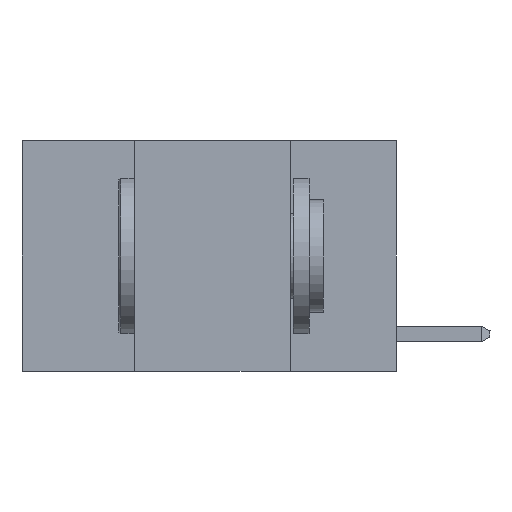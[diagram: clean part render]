
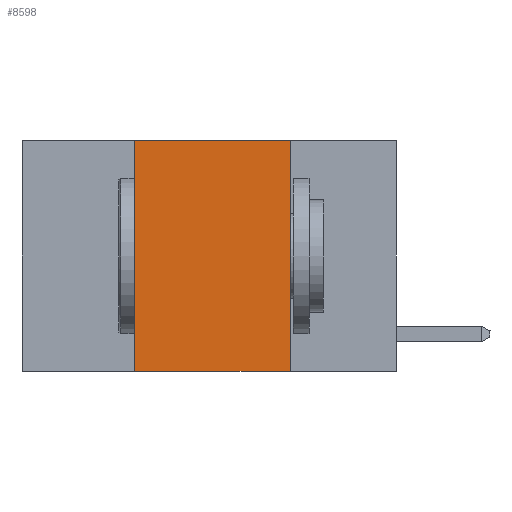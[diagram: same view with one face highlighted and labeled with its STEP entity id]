
A CAD part, left-side view. The second image highlights one B-rep face of the part: STEP entity #8598.
In plain terms, the highlighted planar face has unit normal (-1, 0, 0).
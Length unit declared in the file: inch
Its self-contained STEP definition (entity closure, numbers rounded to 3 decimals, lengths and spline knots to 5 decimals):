
#257 = EDGE_LOOP ( 'NONE', ( #11892, #1107, #13818, #9017 ) ) ;
#349 = CARTESIAN_POINT ( 'NONE',  ( 0., 0.6, 0. ) ) ;
#561 = LINE ( 'NONE', #12737, #8631 ) ;
#741 = CARTESIAN_POINT ( 'NONE',  ( 0., 0.17, -0.37 ) ) ;
#761 = EDGE_CURVE ( 'NONE', #5342, #6658, #3596, .T. ) ;
#1107 = ORIENTED_EDGE ( 'NONE', *, *, #14143, .F. ) ;
#1676 = EDGE_CURVE ( 'NONE', #2786, #6658, #561, .T. ) ;
#2506 = DIRECTION ( 'NONE',  ( 0., -1., 0. ) ) ;
#2591 = VECTOR ( 'NONE', #3569, 39.37008 ) ;
#2735 = DIRECTION ( 'NONE',  ( 1., 0., 0. ) ) ;
#2786 = VERTEX_POINT ( 'NONE', #13125 ) ;
#2869 = LINE ( 'NONE', #8874, #5279 ) ;
#3569 = DIRECTION ( 'NONE',  ( 0., -1., 0. ) ) ;
#3596 = LINE ( 'NONE', #6684, #2591 ) ;
#4446 = DIRECTION ( 'NONE',  ( 0., 0., 1. ) ) ;
#5279 = VECTOR ( 'NONE', #4446, 39.37008 ) ;
#5342 = VERTEX_POINT ( 'NONE', #8382 ) ;
#5788 = AXIS2_PLACEMENT_3D ( 'NONE', #7221, #2735, #9404 ) ;
#6123 = DIRECTION ( 'NONE',  ( 0., 0., -1. ) ) ;
#6130 = PLANE ( 'NONE',  #5788 ) ;
#6658 = VERTEX_POINT ( 'NONE', #741 ) ;
#6684 = CARTESIAN_POINT ( 'NONE',  ( 0., 0.6, -0.37 ) ) ;
#6787 = VECTOR ( 'NONE', #2506, 39.37008 ) ;
#7221 = CARTESIAN_POINT ( 'NONE',  ( 0., 0.6, 0. ) ) ;
#8382 = CARTESIAN_POINT ( 'NONE',  ( 0., 0.42, -0.37 ) ) ;
#8598 = ADVANCED_FACE ( 'NONE', ( #11555 ), #6130, .F. ) ;
#8631 = VECTOR ( 'NONE', #6123, 39.37008 ) ;
#8874 = CARTESIAN_POINT ( 'NONE',  ( 0., 0.42, 0. ) ) ;
#9017 = ORIENTED_EDGE ( 'NONE', *, *, #761, .T. ) ;
#9389 = LINE ( 'NONE', #349, #6787 ) ;
#9404 = DIRECTION ( 'NONE',  ( 0., 0., -1. ) ) ;
#11104 = VERTEX_POINT ( 'NONE', #12321 ) ;
#11555 = FACE_OUTER_BOUND ( 'NONE', #257, .T. ) ;
#11892 = ORIENTED_EDGE ( 'NONE', *, *, #1676, .F. ) ;
#12321 = CARTESIAN_POINT ( 'NONE',  ( 0., 0.42, 0. ) ) ;
#12375 = EDGE_CURVE ( 'NONE', #5342, #11104, #2869, .T. ) ;
#12737 = CARTESIAN_POINT ( 'NONE',  ( 0., 0.17, 0. ) ) ;
#13125 = CARTESIAN_POINT ( 'NONE',  ( 0., 0.17, 0. ) ) ;
#13818 = ORIENTED_EDGE ( 'NONE', *, *, #12375, .F. ) ;
#14143 = EDGE_CURVE ( 'NONE', #11104, #2786, #9389, .T. ) ;
